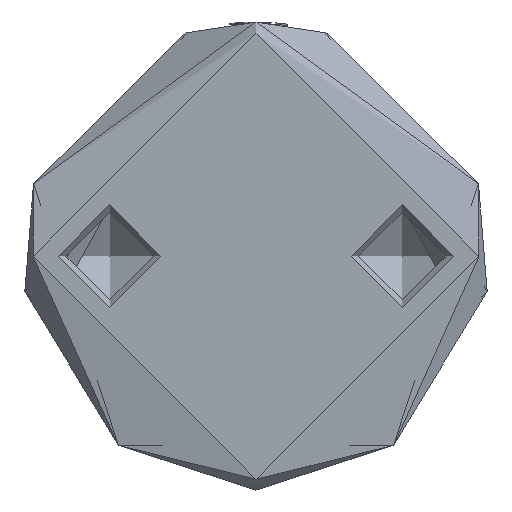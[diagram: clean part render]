
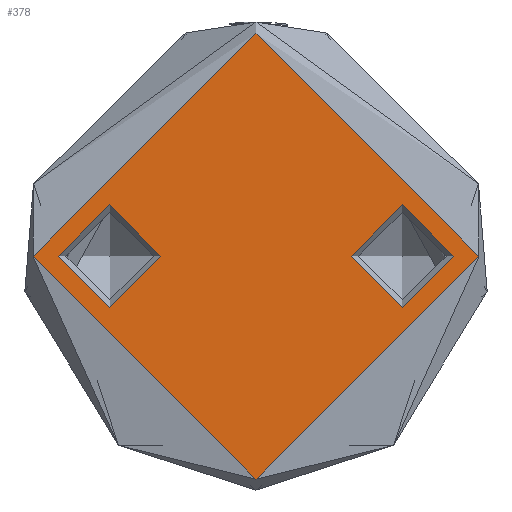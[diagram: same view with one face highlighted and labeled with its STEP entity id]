
A CAD part, front view. The second image highlights one B-rep face of the part: STEP entity #378.
In plain terms, the highlighted face is planar.
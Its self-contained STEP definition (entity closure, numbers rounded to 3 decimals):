
#108 = CARTESIAN_POINT ( 'NONE',  ( 0., 10., 0. ) ) ;
#327 = AXIS2_PLACEMENT_3D ( 'NONE', #108, #3409, #576 ) ;
#378 = ADVANCED_FACE ( 'NONE', ( #3083, #3076, #3091 ), #3665, .T. ) ;
#420 = CARTESIAN_POINT ( 'NONE',  ( 0., 13.5, 0. ) ) ;
#576 = DIRECTION ( 'NONE',  ( 0., 1., 0. ) ) ;
#939 = VERTEX_POINT ( 'NONE', #420 ) ;
#943 = CARTESIAN_POINT ( 'NONE',  ( 0., 0., 0. ) ) ;
#963 = EDGE_CURVE ( 'NONE', #3600, #3600, #2476, .T. ) ;
#1233 = AXIS2_PLACEMENT_3D ( 'NONE', #2543, #5842, #2995 ) ;
#1404 = CARTESIAN_POINT ( 'NONE',  ( 0., -13.5, 0. ) ) ;
#1439 = DIRECTION ( 'NONE',  ( 1., 0., 0. ) ) ;
#1443 = DIRECTION ( 'NONE',  ( 0., 0., 1. ) ) ;
#1832 = CARTESIAN_POINT ( 'NONE',  ( 15.25, 0., 0. ) ) ;
#2130 = AXIS2_PLACEMENT_3D ( 'NONE', #943, #4232, #1439 ) ;
#2447 = EDGE_LOOP ( 'NONE', ( #4619 ) ) ;
#2458 = EDGE_CURVE ( 'NONE', #939, #939, #2489, .T. ) ;
#2476 = CIRCLE ( 'NONE', #2130, 15.25 ) ;
#2489 = CIRCLE ( 'NONE', #327, 3.5 ) ;
#2543 = CARTESIAN_POINT ( 'NONE',  ( 0., -10., 0. ) ) ;
#2698 = EDGE_LOOP ( 'NONE', ( #5710 ) ) ;
#2718 = CIRCLE ( 'NONE', #1233, 3.5 ) ;
#2901 = EDGE_LOOP ( 'NONE', ( #4871 ) ) ;
#2995 = DIRECTION ( 'NONE',  ( 0., -1., 0. ) ) ;
#3076 = FACE_BOUND ( 'NONE', #2901, .T. ) ;
#3083 = FACE_BOUND ( 'NONE', #2447, .T. ) ;
#3091 = FACE_OUTER_BOUND ( 'NONE', #2698, .T. ) ;
#3271 = AXIS2_PLACEMENT_3D ( 'NONE', #4235, #1443, #4704 ) ;
#3409 = DIRECTION ( 'NONE',  ( 0., 0., -1. ) ) ;
#3600 = VERTEX_POINT ( 'NONE', #1832 ) ;
#3665 = PLANE ( 'NONE',  #3271 ) ;
#4177 = VERTEX_POINT ( 'NONE', #1404 ) ;
#4232 = DIRECTION ( 'NONE',  ( 0., 0., 1. ) ) ;
#4235 = CARTESIAN_POINT ( 'NONE',  ( 0., 0., 0. ) ) ;
#4619 = ORIENTED_EDGE ( 'NONE', *, *, #5071, .F. ) ;
#4704 = DIRECTION ( 'NONE',  ( 1., 0., 0. ) ) ;
#4871 = ORIENTED_EDGE ( 'NONE', *, *, #2458, .T. ) ;
#5071 = EDGE_CURVE ( 'NONE', #4177, #4177, #2718, .T. ) ;
#5710 = ORIENTED_EDGE ( 'NONE', *, *, #963, .T. ) ;
#5842 = DIRECTION ( 'NONE',  ( 0., 0., 1. ) ) ;
